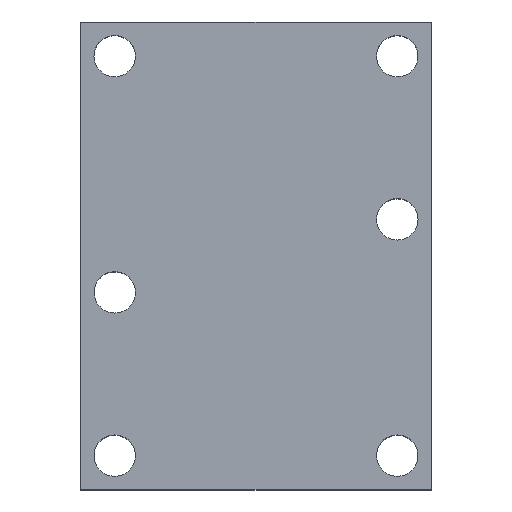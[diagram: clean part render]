
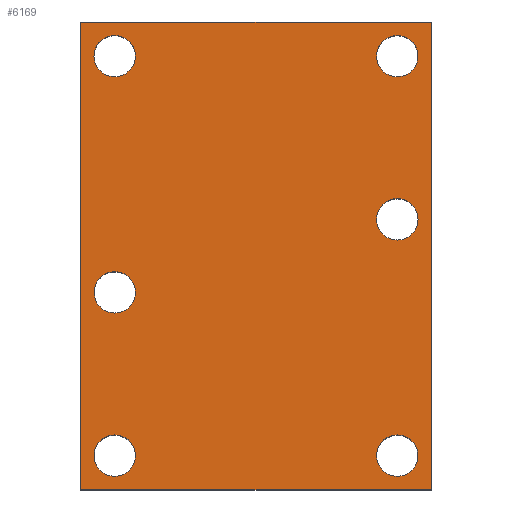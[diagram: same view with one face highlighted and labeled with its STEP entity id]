
A CAD part, top view. The second image highlights one B-rep face of the part: STEP entity #6169.
In plain terms, the highlighted planar face has unit normal (0, 0, 1).
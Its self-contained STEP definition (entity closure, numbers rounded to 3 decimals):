
#593=FACE_BOUND('',#1337,.T.);
#594=FACE_BOUND('',#1338,.T.);
#595=FACE_BOUND('',#1339,.T.);
#596=FACE_BOUND('',#1340,.T.);
#597=FACE_BOUND('',#1341,.T.);
#598=FACE_BOUND('',#1342,.T.);
#649=CIRCLE('',#6448,6.744);
#650=CIRCLE('',#6450,6.744);
#651=CIRCLE('',#6452,6.744);
#652=CIRCLE('',#6454,6.744);
#653=CIRCLE('',#6456,6.744);
#654=CIRCLE('',#6458,6.744);
#986=FACE_OUTER_BOUND('',#1336,.T.);
#1336=EDGE_LOOP('',(#5649,#5650,#5651,#5652));
#1337=EDGE_LOOP('',(#5653));
#1338=EDGE_LOOP('',(#5654));
#1339=EDGE_LOOP('',(#5655));
#1340=EDGE_LOOP('',(#5656));
#1341=EDGE_LOOP('',(#5657));
#1342=EDGE_LOOP('',(#5658));
#1555=LINE('',#9464,#2169);
#1952=LINE('',#10468,#2566);
#1954=LINE('',#10472,#2568);
#1956=LINE('',#10475,#2570);
#2169=VECTOR('',#6859,10.);
#2566=VECTOR('',#7632,10.);
#2568=VECTOR('',#7636,10.);
#2570=VECTOR('',#7640,10.);
#2845=VERTEX_POINT('',#9461);
#2846=VERTEX_POINT('',#9463);
#3131=VERTEX_POINT('',#10443);
#3132=VERTEX_POINT('',#10447);
#3133=VERTEX_POINT('',#10451);
#3134=VERTEX_POINT('',#10455);
#3135=VERTEX_POINT('',#10459);
#3136=VERTEX_POINT('',#10463);
#3137=VERTEX_POINT('',#10467);
#3138=VERTEX_POINT('',#10471);
#3537=EDGE_CURVE('',#2846,#2845,#1555,.T.);
#3963=EDGE_CURVE('',#3131,#3131,#649,.T.);
#3965=EDGE_CURVE('',#3132,#3132,#650,.T.);
#3967=EDGE_CURVE('',#3133,#3133,#651,.T.);
#3969=EDGE_CURVE('',#3134,#3134,#652,.T.);
#3971=EDGE_CURVE('',#3135,#3135,#653,.T.);
#3973=EDGE_CURVE('',#3136,#3136,#654,.T.);
#3974=EDGE_CURVE('',#3137,#2846,#1952,.T.);
#3976=EDGE_CURVE('',#3138,#3137,#1954,.T.);
#3978=EDGE_CURVE('',#2845,#3138,#1956,.T.);
#5649=ORIENTED_EDGE('',*,*,#3537,.T.);
#5650=ORIENTED_EDGE('',*,*,#3978,.T.);
#5651=ORIENTED_EDGE('',*,*,#3976,.T.);
#5652=ORIENTED_EDGE('',*,*,#3974,.T.);
#5653=ORIENTED_EDGE('',*,*,#3963,.T.);
#5654=ORIENTED_EDGE('',*,*,#3965,.T.);
#5655=ORIENTED_EDGE('',*,*,#3967,.T.);
#5656=ORIENTED_EDGE('',*,*,#3969,.T.);
#5657=ORIENTED_EDGE('',*,*,#3971,.T.);
#5658=ORIENTED_EDGE('',*,*,#3973,.T.);
#5860=PLANE('',#6463);
#6169=ADVANCED_FACE('',(#986,#593,#594,#595,#596,#597,#598),#5860,.T.);
#6448=AXIS2_PLACEMENT_3D('',#10445,#7603,#7604);
#6450=AXIS2_PLACEMENT_3D('',#10449,#7608,#7609);
#6452=AXIS2_PLACEMENT_3D('',#10453,#7613,#7614);
#6454=AXIS2_PLACEMENT_3D('',#10457,#7618,#7619);
#6456=AXIS2_PLACEMENT_3D('',#10461,#7623,#7624);
#6458=AXIS2_PLACEMENT_3D('',#10465,#7628,#7629);
#6463=AXIS2_PLACEMENT_3D('',#10477,#7643,#7644);
#6859=DIRECTION('',(1.,0.,0.));
#7603=DIRECTION('center_axis',(0.,0.,-1.));
#7604=DIRECTION('ref_axis',(1.,0.,0.));
#7608=DIRECTION('center_axis',(0.,0.,-1.));
#7609=DIRECTION('ref_axis',(1.,0.,0.));
#7613=DIRECTION('center_axis',(0.,0.,-1.));
#7614=DIRECTION('ref_axis',(1.,0.,0.));
#7618=DIRECTION('center_axis',(0.,0.,-1.));
#7619=DIRECTION('ref_axis',(1.,0.,0.));
#7623=DIRECTION('center_axis',(0.,0.,-1.));
#7624=DIRECTION('ref_axis',(1.,0.,0.));
#7628=DIRECTION('center_axis',(0.,0.,-1.));
#7629=DIRECTION('ref_axis',(1.,0.,0.));
#7632=DIRECTION('',(0.,-1.,0.));
#7636=DIRECTION('',(-1.,0.,0.));
#7640=DIRECTION('',(0.,1.,0.));
#7643=DIRECTION('center_axis',(0.,0.,1.));
#7644=DIRECTION('ref_axis',(1.,0.,0.));
#9461=CARTESIAN_POINT('',(114.3,0.,63.5));
#9463=CARTESIAN_POINT('',(0.,0.,63.5));
#9464=CARTESIAN_POINT('',(0.,0.,63.5));
#10443=CARTESIAN_POINT('',(4.369,11.1,63.5));
#10445=CARTESIAN_POINT('Origin',(11.113,11.1,63.5));
#10447=CARTESIAN_POINT('',(96.457,88.087,63.5));
#10449=CARTESIAN_POINT('Origin',(103.2,88.087,63.5));
#10451=CARTESIAN_POINT('',(4.356,141.275,63.5));
#10453=CARTESIAN_POINT('Origin',(11.1,141.275,63.5));
#10455=CARTESIAN_POINT('',(96.444,141.27,63.5));
#10457=CARTESIAN_POINT('Origin',(103.188,141.27,63.5));
#10459=CARTESIAN_POINT('',(96.444,11.1,63.5));
#10461=CARTESIAN_POINT('Origin',(103.188,11.1,63.5));
#10463=CARTESIAN_POINT('',(4.382,64.287,63.5));
#10465=CARTESIAN_POINT('Origin',(11.125,64.287,63.5));
#10467=CARTESIAN_POINT('',(0.,152.4,63.5));
#10468=CARTESIAN_POINT('',(0.,152.4,63.5));
#10471=CARTESIAN_POINT('',(114.3,152.4,63.5));
#10472=CARTESIAN_POINT('',(114.3,152.4,63.5));
#10475=CARTESIAN_POINT('',(114.3,0.,63.5));
#10477=CARTESIAN_POINT('Origin',(57.15,76.2,63.5));
